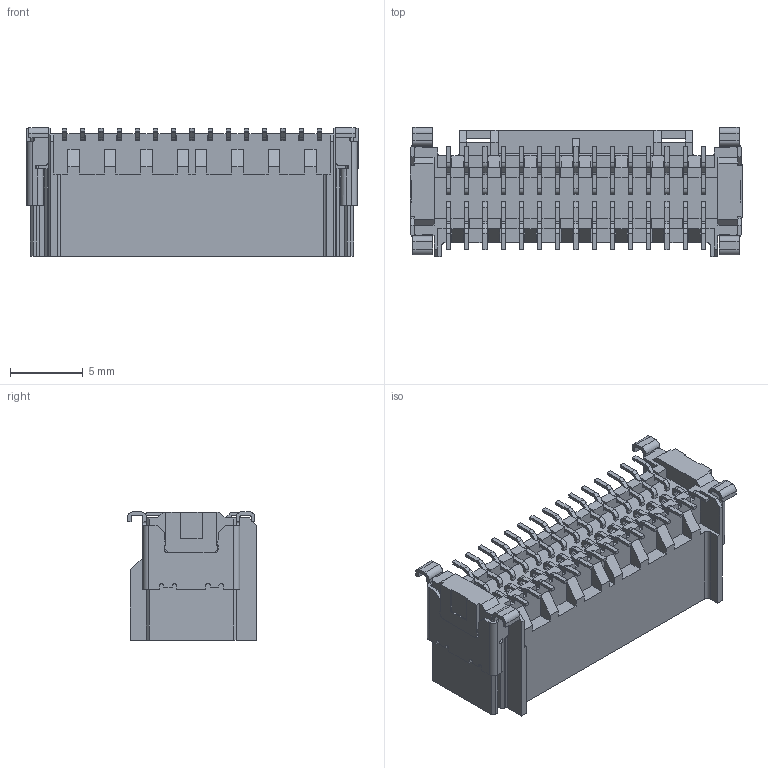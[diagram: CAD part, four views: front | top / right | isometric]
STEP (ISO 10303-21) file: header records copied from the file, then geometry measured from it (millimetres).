
FILE_DESCRIPTION((''),'2;1');
FILE_NAME('5019313070','2017-05-15T',('ksrinivasara'),(''),'PRO/ENGINEER BY PARAMETRIC TECHNOLOGY CORPORATION, 2012310','PRO/ENGINEER BY PARAMETRIC TECHNOLOGY CORPORATION, 2012310','');
FILE_SCHEMA(('CONFIG_CONTROL_DESIGN'));
Length unit declared in the file: millimetre
Products named in the file (1): 5019313070
Bounding box: 22.8 x 8.85 x 8.83 mm (x, y, z)
Volume: 672.3 mm3; surface area: 2024.8 mm2
Topology: 1 solids, 1 shells, 1698 faces, 5147 edges, 3478 vertices
Faces by surface type: plane 1292, cylinder 406
Entity records: 57100 total; most frequent: CARTESIAN_POINT 10218, ORIENTED_EDGE 9992, DIRECTION 9369, EDGE_CURVE 4996, VECTOR 4307, LINE 4307, VERTEX_POINT 3312, AXIS2_PLACEMENT_3D 2531
